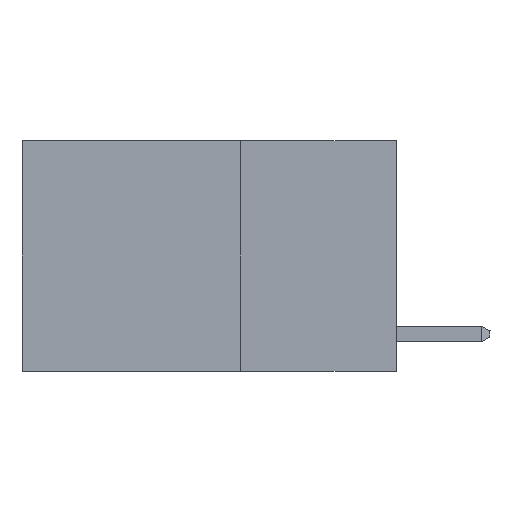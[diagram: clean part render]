
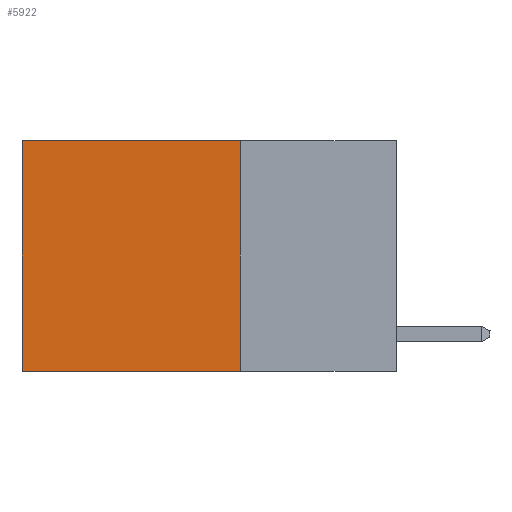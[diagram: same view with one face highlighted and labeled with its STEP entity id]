
A CAD part, left-side view. The second image highlights one B-rep face of the part: STEP entity #5922.
In plain terms, the highlighted planar face has unit normal (-1, 0, 0).
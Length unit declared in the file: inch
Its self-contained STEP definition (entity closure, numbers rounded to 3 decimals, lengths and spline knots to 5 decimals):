
#228 = VERTEX_POINT ( 'NONE', #1760 ) ;
#293 = CARTESIAN_POINT ( 'NONE',  ( 0.2625, 0.25, -0.37 ) ) ;
#374 = CARTESIAN_POINT ( 'NONE',  ( 0.2625, 0.25, -0.37 ) ) ;
#885 = VERTEX_POINT ( 'NONE', #12932 ) ;
#1739 = EDGE_CURVE ( 'NONE', #228, #885, #9481, .T. ) ;
#1760 = CARTESIAN_POINT ( 'NONE',  ( 0.2625, 0.6, 0. ) ) ;
#1913 = CARTESIAN_POINT ( 'NONE',  ( 0.2625, 0.6, 0. ) ) ;
#2596 = EDGE_CURVE ( 'NONE', #5194, #885, #11744, .T. ) ;
#3280 = DIRECTION ( 'NONE',  ( 0., 0., -1. ) ) ;
#3470 = VECTOR ( 'NONE', #13218, 39.37008 ) ;
#3934 = FACE_OUTER_BOUND ( 'NONE', #12920, .T. ) ;
#4512 = VECTOR ( 'NONE', #10333, 39.37008 ) ;
#4567 = LINE ( 'NONE', #9589, #6453 ) ;
#4685 = AXIS2_PLACEMENT_3D ( 'NONE', #16239, #6466, #8682 ) ;
#5194 = VERTEX_POINT ( 'NONE', #374 ) ;
#5508 = CARTESIAN_POINT ( 'NONE',  ( 0.2625, 0.25, 0. ) ) ;
#5674 = VERTEX_POINT ( 'NONE', #5508 ) ;
#5922 = ADVANCED_FACE ( 'NONE', ( #3934 ), #8935, .F. ) ;
#6266 = ORIENTED_EDGE ( 'NONE', *, *, #14695, .F. ) ;
#6453 = VECTOR ( 'NONE', #14640, 39.37008 ) ;
#6466 = DIRECTION ( 'NONE',  ( 1., 0., 0. ) ) ;
#7070 = LINE ( 'NONE', #8359, #12339 ) ;
#8117 = ORIENTED_EDGE ( 'NONE', *, *, #1739, .T. ) ;
#8359 = CARTESIAN_POINT ( 'NONE',  ( 0.2625, 0.25, 0. ) ) ;
#8427 = ORIENTED_EDGE ( 'NONE', *, *, #2596, .F. ) ;
#8682 = DIRECTION ( 'NONE',  ( 0., 0., -1. ) ) ;
#8935 = PLANE ( 'NONE',  #4685 ) ;
#9481 = LINE ( 'NONE', #1913, #3470 ) ;
#9589 = CARTESIAN_POINT ( 'NONE',  ( 0.2625, 0.25, 0. ) ) ;
#9793 = EDGE_CURVE ( 'NONE', #5674, #228, #4567, .T. ) ;
#10333 = DIRECTION ( 'NONE',  ( 0., 1., 0. ) ) ;
#11744 = LINE ( 'NONE', #293, #4512 ) ;
#12339 = VECTOR ( 'NONE', #3280, 39.37008 ) ;
#12920 = EDGE_LOOP ( 'NONE', ( #8117, #8427, #6266, #15674 ) ) ;
#12932 = CARTESIAN_POINT ( 'NONE',  ( 0.2625, 0.6, -0.37 ) ) ;
#13218 = DIRECTION ( 'NONE',  ( 0., 0., -1. ) ) ;
#14640 = DIRECTION ( 'NONE',  ( 0., 1., 0. ) ) ;
#14695 = EDGE_CURVE ( 'NONE', #5674, #5194, #7070, .T. ) ;
#15674 = ORIENTED_EDGE ( 'NONE', *, *, #9793, .T. ) ;
#16239 = CARTESIAN_POINT ( 'NONE',  ( 0.2625, 0.25, 0. ) ) ;
